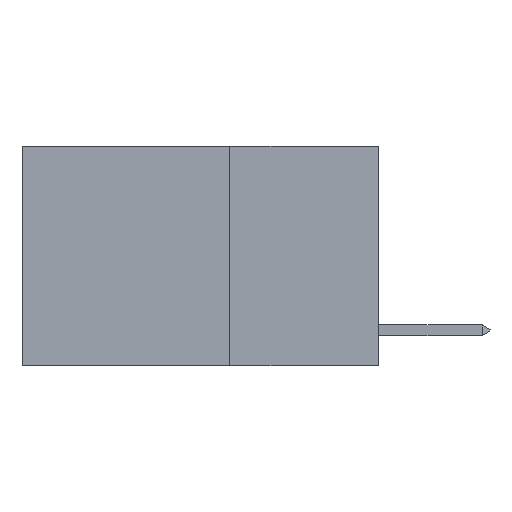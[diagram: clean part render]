
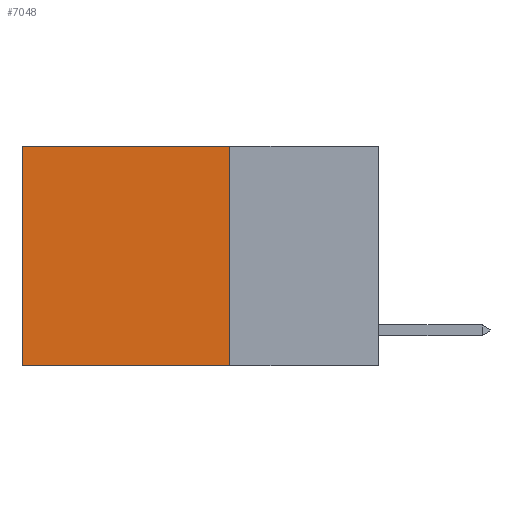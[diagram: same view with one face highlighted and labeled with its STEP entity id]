
A CAD part, left-side view. The second image highlights one B-rep face of the part: STEP entity #7048.
In plain terms, the highlighted planar face has unit normal (-1, 0, 0).
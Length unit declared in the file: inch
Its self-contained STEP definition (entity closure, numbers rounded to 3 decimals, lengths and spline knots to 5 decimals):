
#97 = ORIENTED_EDGE ( 'NONE', *, *, #1301, .T. ) ;
#261 = DIRECTION ( 'NONE',  ( 0., 0., -1. ) ) ;
#460 = VECTOR ( 'NONE', #6032, 39.37008 ) ;
#690 = DIRECTION ( 'NONE',  ( 0., 0., -1. ) ) ;
#1260 = VECTOR ( 'NONE', #690, 39.37008 ) ;
#1301 = EDGE_CURVE ( 'NONE', #4677, #4280, #4534, .T. ) ;
#1524 = FACE_OUTER_BOUND ( 'NONE', #4090, .T. ) ;
#2037 = EDGE_CURVE ( 'NONE', #6806, #4677, #5774, .T. ) ;
#2306 = PLANE ( 'NONE',  #4872 ) ;
#2506 = LINE ( 'NONE', #5360, #460 ) ;
#2786 = CARTESIAN_POINT ( 'NONE',  ( 0.2625, 0.25, 0. ) ) ;
#3218 = EDGE_CURVE ( 'NONE', #6806, #3254, #6600, .T. ) ;
#3254 = VERTEX_POINT ( 'NONE', #5867 ) ;
#3284 = CARTESIAN_POINT ( 'NONE',  ( 0.2625, 0.25, 0. ) ) ;
#3722 = CARTESIAN_POINT ( 'NONE',  ( 0.2625, 0.6, -0.37 ) ) ;
#4090 = EDGE_LOOP ( 'NONE', ( #97, #8349, #4582, #5051 ) ) ;
#4280 = VERTEX_POINT ( 'NONE', #3722 ) ;
#4317 = DIRECTION ( 'NONE',  ( 1., 0., 0. ) ) ;
#4494 = CARTESIAN_POINT ( 'NONE',  ( 0.2625, 0.25, 0. ) ) ;
#4534 = LINE ( 'NONE', #8025, #1260 ) ;
#4582 = ORIENTED_EDGE ( 'NONE', *, *, #3218, .F. ) ;
#4677 = VERTEX_POINT ( 'NONE', #7485 ) ;
#4801 = VECTOR ( 'NONE', #7826, 39.37008 ) ;
#4872 = AXIS2_PLACEMENT_3D ( 'NONE', #7647, #4317, #261 ) ;
#5051 = ORIENTED_EDGE ( 'NONE', *, *, #2037, .T. ) ;
#5360 = CARTESIAN_POINT ( 'NONE',  ( 0.2625, 0.25, -0.37 ) ) ;
#5774 = LINE ( 'NONE', #3284, #7766 ) ;
#5867 = CARTESIAN_POINT ( 'NONE',  ( 0.2625, 0.25, -0.37 ) ) ;
#6032 = DIRECTION ( 'NONE',  ( 0., 1., 0. ) ) ;
#6600 = LINE ( 'NONE', #4494, #4801 ) ;
#6737 = EDGE_CURVE ( 'NONE', #3254, #4280, #2506, .T. ) ;
#6806 = VERTEX_POINT ( 'NONE', #2786 ) ;
#7048 = ADVANCED_FACE ( 'NONE', ( #1524 ), #2306, .F. ) ;
#7485 = CARTESIAN_POINT ( 'NONE',  ( 0.2625, 0.6, 0. ) ) ;
#7647 = CARTESIAN_POINT ( 'NONE',  ( 0.2625, 0.25, 0. ) ) ;
#7766 = VECTOR ( 'NONE', #8584, 39.37008 ) ;
#7826 = DIRECTION ( 'NONE',  ( 0., 0., -1. ) ) ;
#8025 = CARTESIAN_POINT ( 'NONE',  ( 0.2625, 0.6, 0. ) ) ;
#8349 = ORIENTED_EDGE ( 'NONE', *, *, #6737, .F. ) ;
#8584 = DIRECTION ( 'NONE',  ( 0., 1., 0. ) ) ;
